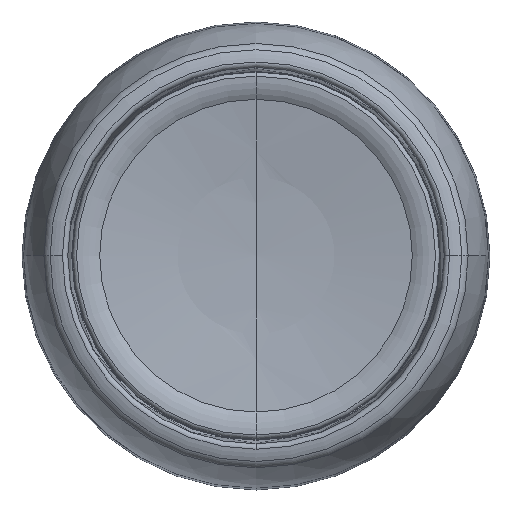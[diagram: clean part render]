
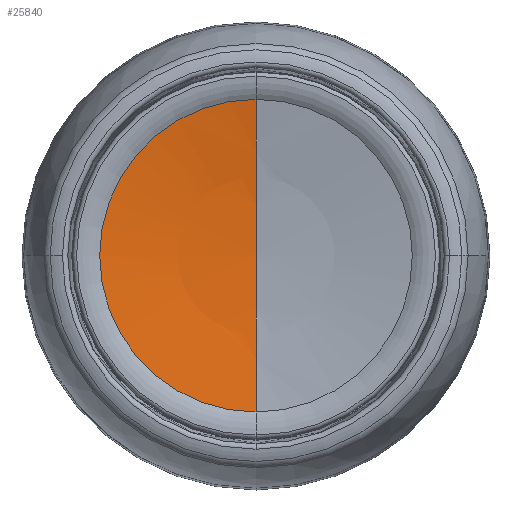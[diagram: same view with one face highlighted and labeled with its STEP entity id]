
A CAD part, top view. The second image highlights one B-rep face of the part: STEP entity #25840.
In plain terms, the highlighted spherical face has radius 61.508 mm.
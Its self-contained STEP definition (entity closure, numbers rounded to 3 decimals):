
#24626=CARTESIAN_POINT('',(0.,0.,70.261));
#24627=DIRECTION('',(1.,0.,0.));
#24628=DIRECTION('',(0.,0.,-1.));
#24629=AXIS2_PLACEMENT_3D('',#24626,#24627,#24628);
#24631=CARTESIAN_POINT('',(0.,0.,70.261));
#24632=DIRECTION('',(-1.,0.,0.));
#24633=DIRECTION('',(0.,0.,-1.));
#24634=AXIS2_PLACEMENT_3D('',#24631,#24632,#24633);
#24651=CARTESIAN_POINT('',(0.,0.,9.553));
#24652=DIRECTION('',(0.,0.,1.));
#24653=DIRECTION('',(0.,1.,0.));
#24654=AXIS2_PLACEMENT_3D('',#24651,#24652,#24653);
#25635=CARTESIAN_POINT('',(0.,0.,8.753));
#25636=CARTESIAN_POINT('',(0.,9.888,9.553));
#25637=VERTEX_POINT('',#25635);
#25638=VERTEX_POINT('',#25636);
#25639=CARTESIAN_POINT('',(0.,-9.888,9.553));
#25640=VERTEX_POINT('',#25639);
#25827=CARTESIAN_POINT('',(0.,0.,70.261));
#25828=DIRECTION('',(0.,0.,1.));
#25829=DIRECTION('',(0.,1.,0.));
#25830=AXIS2_PLACEMENT_3D('',#25827,#25828,#25829);
#25831=SPHERICAL_SURFACE('',#25830,61.508);
#25833=ORIENTED_EDGE('',*,*,#25832,.F.);
#25835=ORIENTED_EDGE('',*,*,#25834,.T.);
#25837=ORIENTED_EDGE('',*,*,#25836,.F.);
#25838=EDGE_LOOP('',(#25833,#25835,#25837));
#25839=FACE_OUTER_BOUND('',#25838,.F.);
#25840=ADVANCED_FACE('',(#25839),#25831,.F.);
#24630=CIRCLE('',#24629,61.508);
#24635=CIRCLE('',#24634,61.508);
#24655=CIRCLE('',#24654,9.888);
#25832=EDGE_CURVE('',#25637,#25638,#24630,.T.);
#25834=EDGE_CURVE('',#25637,#25640,#24635,.T.);
#25836=EDGE_CURVE('',#25638,#25640,#24655,.T.);
